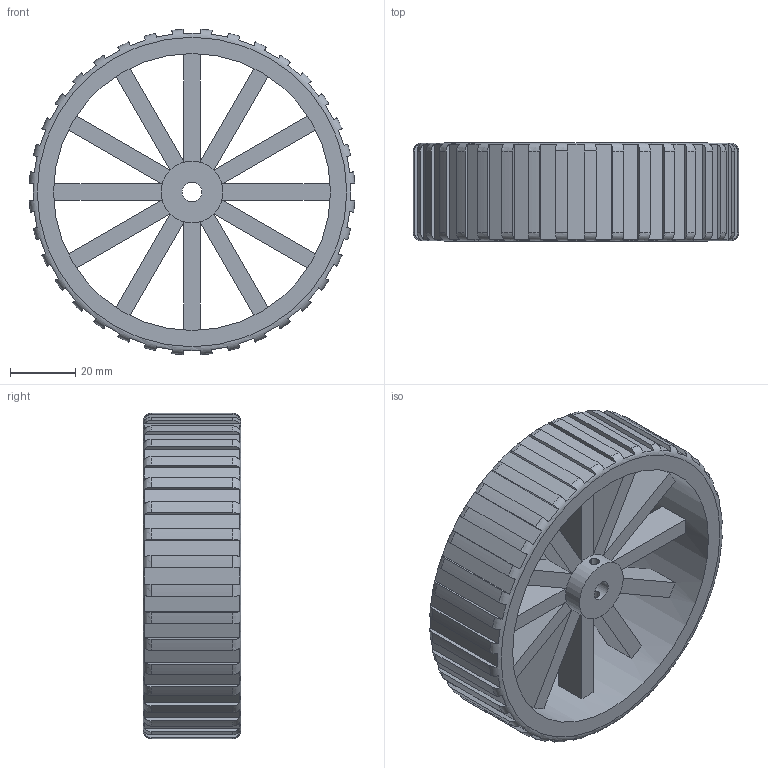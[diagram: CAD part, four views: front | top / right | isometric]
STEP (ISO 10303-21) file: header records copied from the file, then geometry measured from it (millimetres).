
FILE_DESCRIPTION(/* description */ (''),/* implementation_level */ '2;1');
FILE_NAME(/* name */ 'Motorwheel v7.step',/* time_stamp */ '2021-01-31T01:05:44-05:00',/* author */ (''),/* organization */ (''),/* preprocessor_version */ 'ST-DEVELOPER v18.1',/* originating_system */ 'Autodesk Translation Framework v9.7.1.1290',/* authorisation */ '');
FILE_SCHEMA (('AUTOMOTIVE_DESIGN { 1 0 10303 214 3 1 1 }'));
Length unit declared in the file: millimetre
Products named in the file (1): Motorwheel
Bounding box: 99.87 x 30 x 99.87 mm (x, y, z)
Volume: 83593.7 mm3; surface area: 36503 mm2
Topology: 1 solids, 1 shells, 188 faces, 589 edges, 394 vertices
Faces by surface type: plane 138, cylinder 48, torus 2
Full cylindrical faces by diameter (mm): 6.1 x1, 19 x2, 85 x1
Entity records: 7873 total; most frequent: CARTESIAN_POINT 2889, ORIENTED_EDGE 1178, DIRECTION 839, EDGE_CURVE 589, VERTEX_POINT 394, AXIS2_PLACEMENT_3D 299, LINE 241, VECTOR 241
